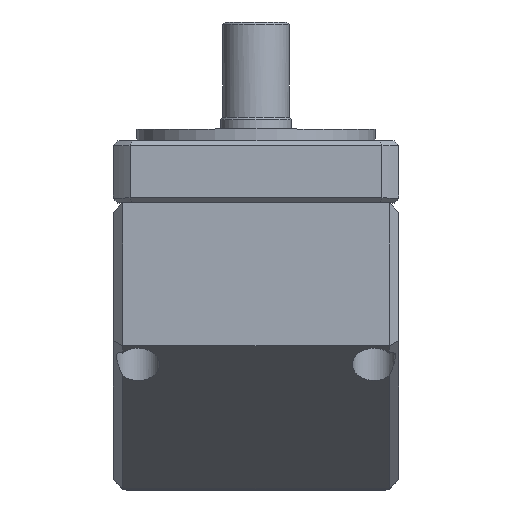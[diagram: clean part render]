
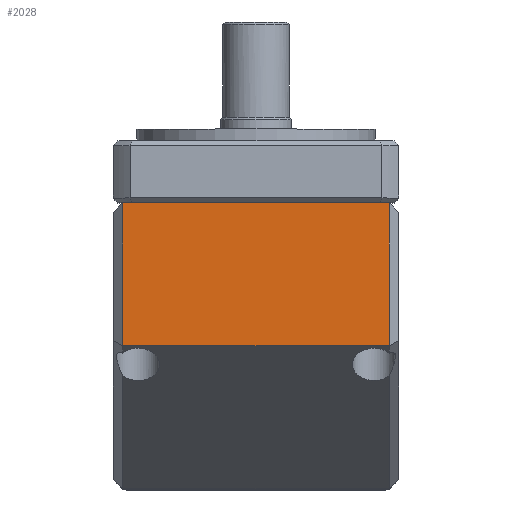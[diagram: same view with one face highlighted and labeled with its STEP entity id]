
A CAD part, top view. The second image highlights one B-rep face of the part: STEP entity #2028.
In plain terms, the highlighted planar face has unit normal (0, 0, 1).
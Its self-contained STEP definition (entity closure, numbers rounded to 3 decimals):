
#2028 = ADVANCED_FACE( 'NONE', ( #5123 ), #5124, .F. );
#5123 = FACE_OUTER_BOUND( '', #9478, .T. );
#5124 = PLANE( '', #9479 );
#9478 = EDGE_LOOP( '', ( #14943, #14944, #14945, #14946 ) );
#9479 = AXIS2_PLACEMENT_3D( '', #14947, #14948, #14949 );
#14943 = ORIENTED_EDGE( '', *, *, #19242, .T. );
#14944 = ORIENTED_EDGE( '', *, *, #19243, .T. );
#14945 = ORIENTED_EDGE( '', *, *, #19244, .T. );
#14946 = ORIENTED_EDGE( '', *, *, #19245, .T. );
#14947 = CARTESIAN_POINT( '', ( -39.268, 26.387, 83. ) );
#14948 = DIRECTION( '', ( 0., 0., -1. ) );
#14949 = DIRECTION( '', ( 0., -1., 0. ) );
#19242 = EDGE_CURVE( 'NONE', #20042, #20669, #20670, .T. );
#19243 = EDGE_CURVE( 'NONE', #20669, #20193, #20671, .T. );
#19244 = EDGE_CURVE( 'NONE', #20193, #20632, #20672, .T. );
#19245 = EDGE_CURVE( 'NONE', #20632, #20042, #20673, .T. );
#20042 = VERTEX_POINT( 'NONE', #21661 );
#20193 = VERTEX_POINT( 'NONE', #21897 );
#20632 = VERTEX_POINT( 'NONE', #22816 );
#20669 = VERTEX_POINT( 'NONE', #22949 );
#20670 = LINE( '', #22950, #22951 );
#20671 = LINE( '', #22952, #22953 );
#20672 = LINE( '', #22954, #22955 );
#20673 = LINE( '', #22956, #22957 );
#21661 = CARTESIAN_POINT( '', ( 18.732, 26.387, 83. ) );
#21897 = CARTESIAN_POINT( '', ( -37.268, -3.613, 83. ) );
#22816 = CARTESIAN_POINT( '', ( 18.732, -3.613, 83. ) );
#22949 = CARTESIAN_POINT( '', ( -37.268, 26.387, 83. ) );
#22950 = CARTESIAN_POINT( '', ( -39.268, 26.387, 83. ) );
#22951 = VECTOR( '', #24767, 1000. );
#22952 = CARTESIAN_POINT( '', ( -37.268, 26.387, 83. ) );
#22953 = VECTOR( '', #24768, 1000. );
#22954 = CARTESIAN_POINT( '', ( -39.268, -3.613, 83. ) );
#22955 = VECTOR( '', #24769, 1000. );
#22956 = CARTESIAN_POINT( '', ( 18.732, 26.387, 83. ) );
#22957 = VECTOR( '', #24770, 1000. );
#24767 = DIRECTION( '', ( -1., 0., 0. ) );
#24768 = DIRECTION( '', ( 0., -1., 0. ) );
#24769 = DIRECTION( '', ( 1., 0., 0. ) );
#24770 = DIRECTION( '', ( 0., 1., 0. ) );
